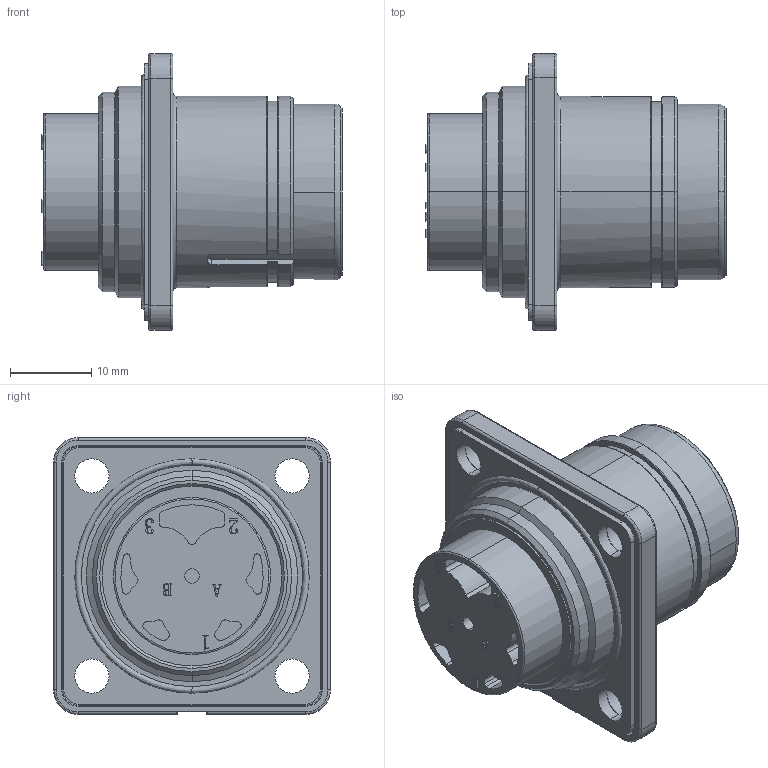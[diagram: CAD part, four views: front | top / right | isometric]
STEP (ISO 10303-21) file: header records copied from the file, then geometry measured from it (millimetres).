
FILE_DESCRIPTION (( 'STEP AP203' ), '1' );
FILE_NAME ('YG982-3+2²å×ù.STEP', '2018-08-30T08:19:04', ( 'AutoBVT' ), ( 'Microsoft' ), 'SwSTEP 2.0', 'SolidWorks 2012', '' );
FILE_SCHEMA (( 'CONFIG_CONTROL_DESIGN' ));
Length unit declared in the file: millimetre
Products named in the file (1): YG982-3+2脣釱
Bounding box: 36.9 x 34 x 34 mm (x, y, z)
Volume: 18093.6 mm3; surface area: 16768.6 mm2
Topology: 17 solids, 18 shells, 1226 faces, 3227 edges, 2020 vertices
Faces by surface type: plane 519, cylinder 310, bspline 293, cone 104
Entity records: 46614 total; most frequent: CARTESIAN_POINT 18044, ORIENTED_EDGE 6422, DIRECTION 5381, EDGE_CURVE 3211, VERTEX_POINT 2020, AXIS2_PLACEMENT_3D 1992, VECTOR 1397, LINE 1397
